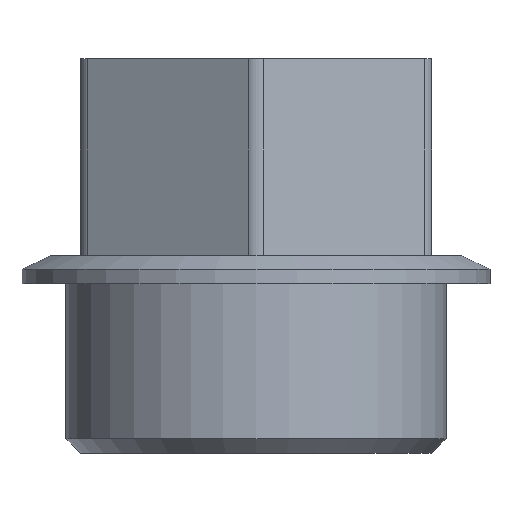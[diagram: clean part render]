
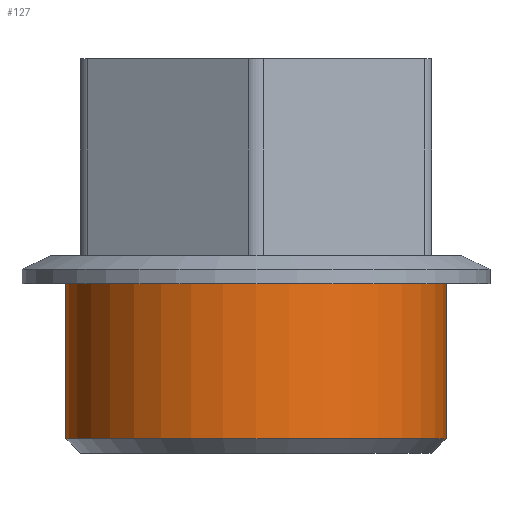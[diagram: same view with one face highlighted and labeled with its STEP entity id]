
A CAD part, front view. The second image highlights one B-rep face of the part: STEP entity #127.
In plain terms, the highlighted cylindrical face has radius 13 mm (diameter 26 mm), a full revolution.
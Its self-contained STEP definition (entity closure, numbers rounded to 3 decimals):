
#127 = ADVANCED_FACE( '', ( #256, #257 ), #258, .T. );
#256 = FACE_OUTER_BOUND( '', #377, .T. );
#257 = FACE_OUTER_BOUND( '', #378, .T. );
#258 = CYLINDRICAL_SURFACE( '', #379, 13. );
#377 = EDGE_LOOP( '', ( #676 ) );
#378 = EDGE_LOOP( '', ( #677 ) );
#379 = AXIS2_PLACEMENT_3D( '', #678, #679, #680 );
#676 = ORIENTED_EDGE( '', *, *, #779, .T. );
#677 = ORIENTED_EDGE( '', *, *, #714, .F. );
#678 = CARTESIAN_POINT( '', ( 0., 0., 24. ) );
#679 = DIRECTION( '', ( 0., 0., -1. ) );
#680 = DIRECTION( '', ( 1., 0., 0. ) );
#714 = EDGE_CURVE( '', #853, #853, #854, .T. );
#779 = EDGE_CURVE( '', #947, #947, #948, .T. );
#853 = VERTEX_POINT( '', #1041 );
#854 = CIRCLE( '', #1042, 13. );
#947 = VERTEX_POINT( '', #1174 );
#948 = CIRCLE( '', #1175, 13. );
#1041 = CARTESIAN_POINT( '', ( 13., 0., 13. ) );
#1042 = AXIS2_PLACEMENT_3D( '', #1245, #1246, #1247 );
#1174 = CARTESIAN_POINT( '', ( 13., 0., 1. ) );
#1175 = AXIS2_PLACEMENT_3D( '', #1302, #1303, #1304 );
#1245 = CARTESIAN_POINT( '', ( 0., 0., 13. ) );
#1246 = DIRECTION( '', ( 0., 0., 1. ) );
#1247 = DIRECTION( '', ( 1., 0., 0. ) );
#1302 = CARTESIAN_POINT( '', ( 0., 0., 1. ) );
#1303 = DIRECTION( '', ( 0., 0., 1. ) );
#1304 = DIRECTION( '', ( 1., 0., 0. ) );
